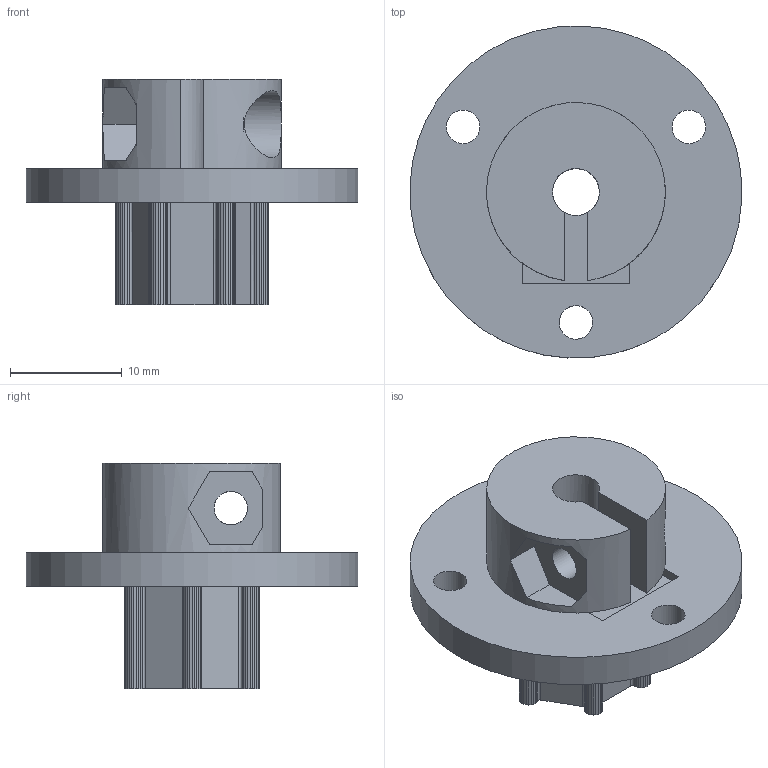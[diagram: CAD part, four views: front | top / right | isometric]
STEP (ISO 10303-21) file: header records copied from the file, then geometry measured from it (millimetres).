
FILE_DESCRIPTION(/* description */ (''),/* implementation_level */ '2;1');
FILE_NAME(/* name */ 'mDC4_3',/* time_stamp */ '2024-11-26T14:42:13+03:00',/* author */ (''),/* organization */ (''),/* preprocessor_version */ 'ST-DEVELOPER v16.5',/* originating_system */ 'Rhino 7.23',/* authorisation */ '');
FILE_SCHEMA (('CONFIG_CONTROL_DESIGN'));
Length unit declared in the file: millimetre
Products named in the file (1): Document
Bounding box: 29.71 x 29.71 x 20.14 mm (x, y, z)
Volume: 3892.7 mm3; surface area: 3084.9 mm2
Topology: 1 solids, 1 shells, 147 faces, 422 edges, 280 vertices
Faces by surface type: plane 124, bspline 12, cylinder 11
Full cylindrical faces by diameter (mm): 3 x5, 4.2 x2, 6.039 x1, 29.732 x1
Entity records: 5324 total; most frequent: CARTESIAN_POINT 2418, ORIENTED_EDGE 844, EDGE_CURVE 422, B_SPLINE_CURVE_WITH_KNOTS 380, VERTEX_POINT 280, EDGE_LOOP 162, ADVANCED_FACE 147, FACE_OUTER_BOUND 147
